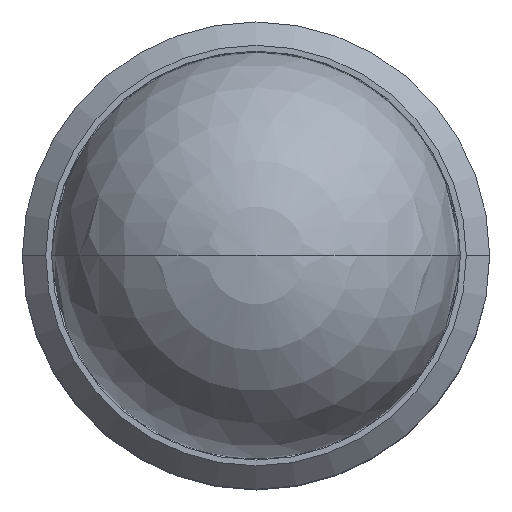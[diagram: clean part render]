
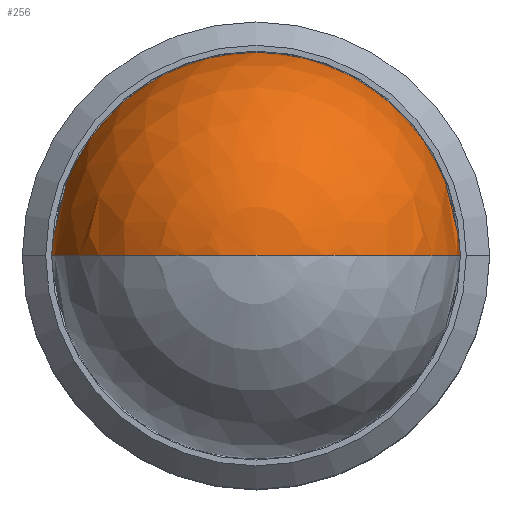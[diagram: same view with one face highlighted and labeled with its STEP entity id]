
A CAD part, top view. The second image highlights one B-rep face of the part: STEP entity #256.
In plain terms, the highlighted spherical face has radius 1.75 mm.
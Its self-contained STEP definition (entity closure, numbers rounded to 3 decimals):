
#250=EDGE_CURVE('',#286,#304,#563,.T.);
#256=ADVANCED_FACE('',(#569),#570,.T.);
#286=VERTEX_POINT('',#606);
#304=VERTEX_POINT('',#627);
#378=EDGE_CURVE('',#304,#286,#708,.T.);
#563=CIRCLE('',#927,1.75);
#569=FACE_OUTER_BOUND('',#936,.T.);
#570=SPHERICAL_SURFACE('',#937,1.75);
#606=CARTESIAN_POINT('',(0.0,0.,1.5));
#627=CARTESIAN_POINT('',(0.,0.,5.));
#708=CIRCLE('',#1109,1.75);
#927=AXIS2_PLACEMENT_3D('',#1345,#1346,#1347);
#936=EDGE_LOOP('',(#1353,#1354));
#937=AXIS2_PLACEMENT_3D('',#1355,#1356,#1357);
#1109=AXIS2_PLACEMENT_3D('',#1527,#1528,#1529);
#1345=CARTESIAN_POINT('',(0.,0.,3.25));
#1346=DIRECTION('',(0.,1.0,0.));
#1347=DIRECTION('',(0.0,0.,-1.0));
#1353=ORIENTED_EDGE('',*,*,#378,.T.);
#1354=ORIENTED_EDGE('',*,*,#250,.T.);
#1355=CARTESIAN_POINT('',(0.,0.,3.25));
#1356=DIRECTION('',(0.,0.,1.0));
#1357=DIRECTION('',(-1.0,0.,0.0));
#1527=CARTESIAN_POINT('',(0.,0.,3.25));
#1528=DIRECTION('',(0.,1.0,0.));
#1529=DIRECTION('',(0.0,0.,-1.0));
